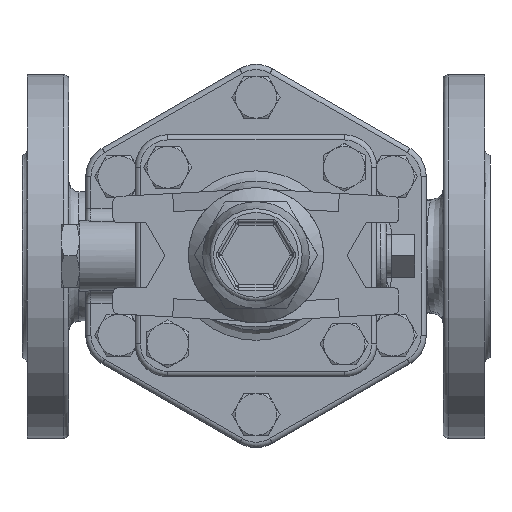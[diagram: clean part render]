
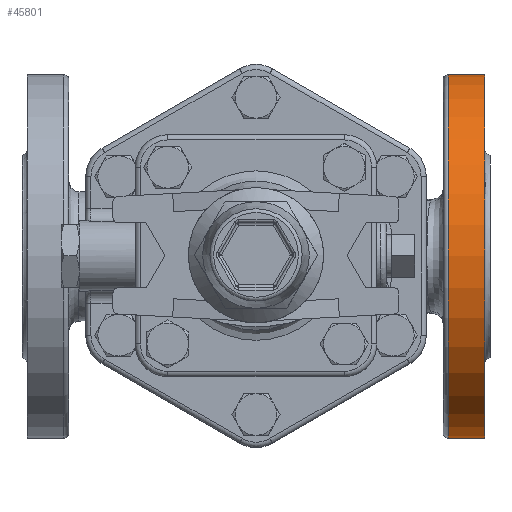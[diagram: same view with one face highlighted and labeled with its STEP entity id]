
A CAD part, top view. The second image highlights one B-rep face of the part: STEP entity #45801.
In plain terms, the highlighted cylindrical face has radius 70 mm (diameter 140 mm), a full revolution.
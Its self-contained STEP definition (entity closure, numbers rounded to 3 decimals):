
#45767=CARTESIAN_POINT('',(74.,0.,-11.));
#45768=VERTEX_POINT('',#45767);
#45769=CARTESIAN_POINT('',(74.0,0.0,59.));
#45770=DIRECTION('',(-1.0,0.0,0.0));
#45771=DIRECTION('',(0.0,0.0,1.0));
#45772=AXIS2_PLACEMENT_3D('',#45769,#45770,#45771);
#45773=CIRCLE('',#45772,70.0);
#45774=EDGE_CURVE('',#45768,#45768,#45773,.T.);
#45782=CARTESIAN_POINT('',(90.0,0.0,59.));
#45783=DIRECTION('',(-1.0,0.0,0.));
#45784=DIRECTION('',(0.0,0.0,1.0));
#45785=AXIS2_PLACEMENT_3D('',#45782,#45783,#45784);
#45786=CYLINDRICAL_SURFACE('',#45785,70.0);
#45787=CARTESIAN_POINT('',(88.,0.,-11.));
#45788=VERTEX_POINT('',#45787);
#45789=CARTESIAN_POINT('',(88.0,0.0,59.));
#45790=DIRECTION('',(-1.0,0.0,0.0));
#45791=DIRECTION('',(0.0,0.0,1.0));
#45792=AXIS2_PLACEMENT_3D('',#45789,#45790,#45791);
#45793=CIRCLE('',#45792,70.0);
#45794=EDGE_CURVE('',#45788,#45788,#45793,.T.);
#45795=ORIENTED_EDGE('',*,*,#45794,.T.);
#45796=EDGE_LOOP('',(#45795));
#45797=FACE_OUTER_BOUND('',#45796,.T.);
#45798=ORIENTED_EDGE('',*,*,#45774,.F.);
#45799=EDGE_LOOP('',(#45798));
#45800=FACE_BOUND('',#45799,.T.);
#45801=ADVANCED_FACE('',(#45797,#45800),#45786,.T.);
